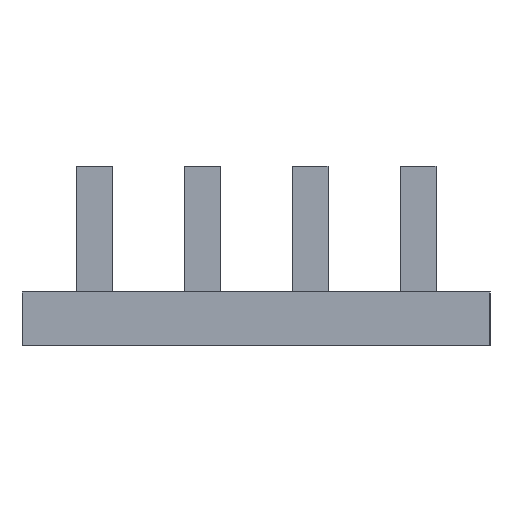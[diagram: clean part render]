
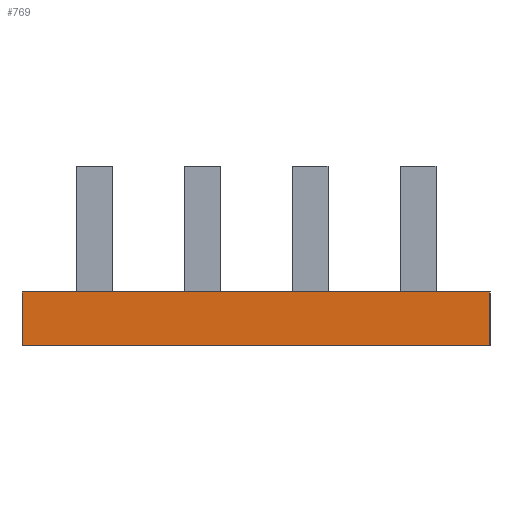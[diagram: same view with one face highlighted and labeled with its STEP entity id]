
A CAD part, left-side view. The second image highlights one B-rep face of the part: STEP entity #769.
In plain terms, the highlighted planar face has unit normal (-1, 0, 0).
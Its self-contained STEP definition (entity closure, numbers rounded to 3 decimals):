
#35=FACE_OUTER_BOUND('',#73,.T.);
#73=EDGE_LOOP('',(#551,#552,#553,#554));
#140=LINE('',#1111,#248);
#146=LINE('',#1124,#254);
#149=LINE('',#1128,#257);
#150=LINE('',#1130,#258);
#248=VECTOR('',#900,10.);
#254=VECTOR('',#910,10.);
#257=VECTOR('',#915,10.);
#258=VECTOR('',#918,10.);
#355=VERTEX_POINT('',#1107);
#357=VERTEX_POINT('',#1110);
#361=VERTEX_POINT('',#1122);
#362=VERTEX_POINT('',#1123);
#428=EDGE_CURVE('',#357,#355,#140,.T.);
#434=EDGE_CURVE('',#361,#362,#146,.T.);
#437=EDGE_CURVE('',#355,#361,#149,.T.);
#438=EDGE_CURVE('',#357,#362,#150,.T.);
#551=ORIENTED_EDGE('',*,*,#428,.T.);
#552=ORIENTED_EDGE('',*,*,#437,.T.);
#553=ORIENTED_EDGE('',*,*,#434,.T.);
#554=ORIENTED_EDGE('',*,*,#438,.F.);
#731=PLANE('',#821);
#769=ADVANCED_FACE('',(#35),#731,.T.);
#821=AXIS2_PLACEMENT_3D('',#1129,#916,#917);
#900=DIRECTION('',(0.,0.,-1.));
#910=DIRECTION('',(0.,0.,1.));
#915=DIRECTION('',(0.,-1.,0.));
#916=DIRECTION('center_axis',(-1.,0.,0.));
#917=DIRECTION('ref_axis',(0.,1.,0.));
#918=DIRECTION('',(0.,-1.,0.));
#1107=CARTESIAN_POINT('',(-16.,14.,0.));
#1110=CARTESIAN_POINT('',(-16.,14.,3.));
#1111=CARTESIAN_POINT('',(-16.,14.,3.));
#1122=CARTESIAN_POINT('',(-16.,-12.,0.));
#1123=CARTESIAN_POINT('',(-16.,-12.,3.));
#1124=CARTESIAN_POINT('',(-16.,-12.,3.));
#1128=CARTESIAN_POINT('',(-16.,-14.25,0.));
#1129=CARTESIAN_POINT('Origin',(-16.,-24.,3.));
#1130=CARTESIAN_POINT('',(-16.,15.,3.));
